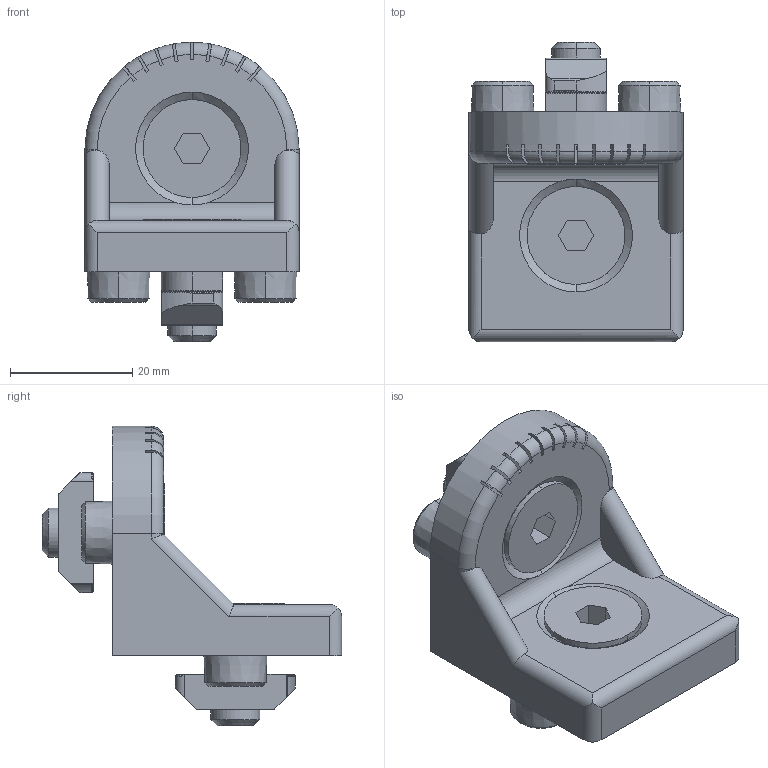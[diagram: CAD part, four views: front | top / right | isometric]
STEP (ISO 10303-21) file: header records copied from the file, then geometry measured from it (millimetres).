
FILE_DESCRIPTION(('STEP AP214'),'1');
FILE_NAME('cctmp_AE56AE21-DF23-4D3E-8694-EEC0F352C8F2_2020_1_13_16_15_54_378..stp','2020-01-13T15:15:54',('Bosch Rexroth AG'),('CADClick - www.CADClick.com'),'Spatial InterOp 3D',' ','unknown authorization - (Healing Option Enabled)');
FILE_SCHEMA(('AUTOMOTIVE_DESIGN'));
Length unit declared in the file: millimetre
Products named in the file (1): 1
Bounding box: 35 x 48.9 x 48.9 mm (x, y, z)
Volume: 19539 mm3; surface area: 12278.6 mm2
Topology: 1 solids, 5 shells, 600 faces, 1668 edges, 1081 vertices
Faces by surface type: plane 343, cylinder 171, cone 76, torus 10
Entity records: 25271 total; most frequent: CARTESIAN_POINT 4455, DIRECTION 3599, ORIENTED_EDGE 3338, EDGE_CURVE 1669, AXIS2_PLACEMENT_3D 1415, VERTEX_POINT 1081, LINE 769, VECTOR 769
